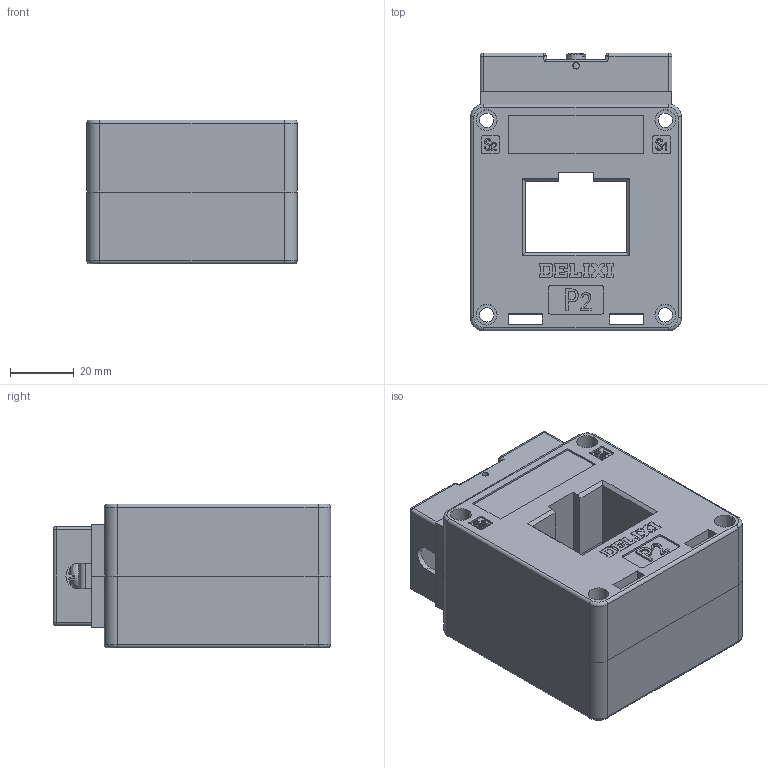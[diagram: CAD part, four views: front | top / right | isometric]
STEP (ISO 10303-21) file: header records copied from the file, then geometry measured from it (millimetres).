
FILE_DESCRIPTION (( 'STEP AP203' ), '1' );
FILE_NAME ('K3 30装配.STEP', '2024-01-11T01:44:43', ( '微软用户' ), ( '微软中国' ), 'SwSTEP 2.0', 'SolidWorks 2019', '' );
FILE_SCHEMA (( 'CONFIG_CONTROL_DESIGN' ));
Length unit declared in the file: millimetre
Products named in the file (9): 肣И璃5x10陔; 諉盄蹟佪; K3 30P2; K3 30蚾饜; K3 30P1; 諉盄啣; M4蹟譫; 裔; 蹟隊
Assembly tree (11 placements, depth 2):
  K3 30蚾饜
    K3 30P1
    K3 30P2
    M4蹟譫
    肣И璃5x10陔  x2
    諉盄啣  x2
    諉盄蹟佪  x2
    蹟隊
    裔
Bounding box: 65.8 x 86.8 x 45 mm (x, y, z)
Volume: 62439.7 mm3; surface area: 70575.2 mm2
Topology: 11 solids, 11 shells, 1256 faces, 3313 edges, 2153 vertices
Faces by surface type: plane 843, cylinder 233, bspline 89, cone 57, torus 18, sphere 16
Entity records: 42607 total; most frequent: CARTESIAN_POINT 12581, ORIENTED_EDGE 6218, DIRECTION 5596, EDGE_CURVE 3109, VECTOR 2372, LINE 2372, VERTEX_POINT 2033, AXIS2_PLACEMENT_3D 1612
